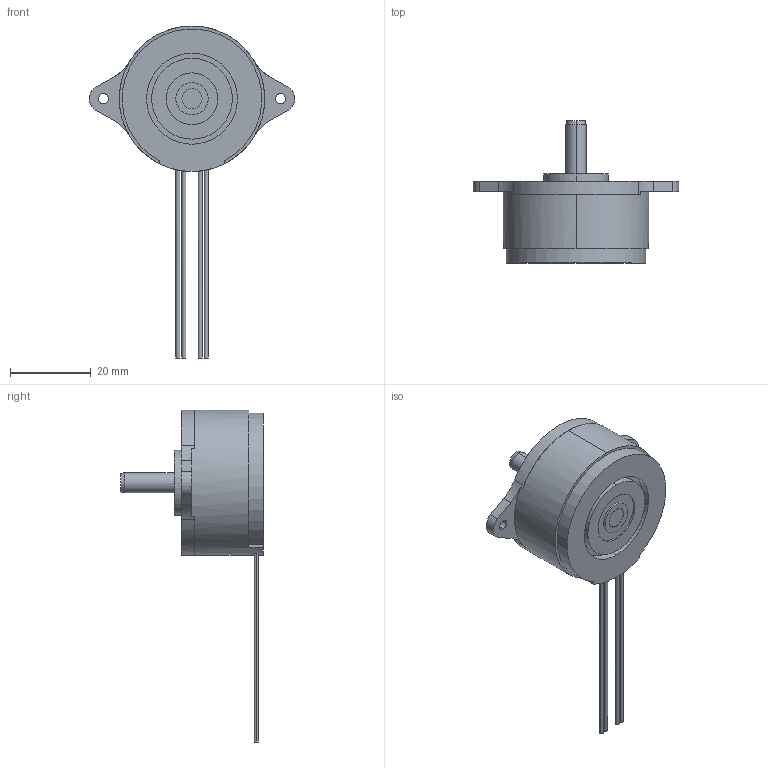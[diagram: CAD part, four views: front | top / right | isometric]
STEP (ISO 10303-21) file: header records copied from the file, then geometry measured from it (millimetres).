
FILE_DESCRIPTION (( 'STEP AP214' ), '1' );
FILE_NAME ('14HK2.STEP', '2016-06-21T05:06:19', ( '' ), ( '' ), 'SwSTEP 2.0', 'SolidWorks 2012', '' );
FILE_SCHEMA (( 'AUTOMOTIVE_DESIGN' ));
Length unit declared in the file: millimetre
Products named in the file (1): 14HK2
Bounding box: 50.77 x 35.2 x 82.15 mm (x, y, z)
Volume: 20969.4 mm3; surface area: 7359.9 mm2
Topology: 1 solids, 5 shells, 109 faces, 247 edges, 164 vertices
Faces by surface type: cylinder 60, plane 47, cone 2
Entity records: 3379 total; most frequent: CARTESIAN_POINT 593, DIRECTION 583, ORIENTED_EDGE 494, EDGE_CURVE 247, AXIS2_PLACEMENT_3D 234, VERTEX_POINT 164, EDGE_LOOP 131, CIRCLE 124
